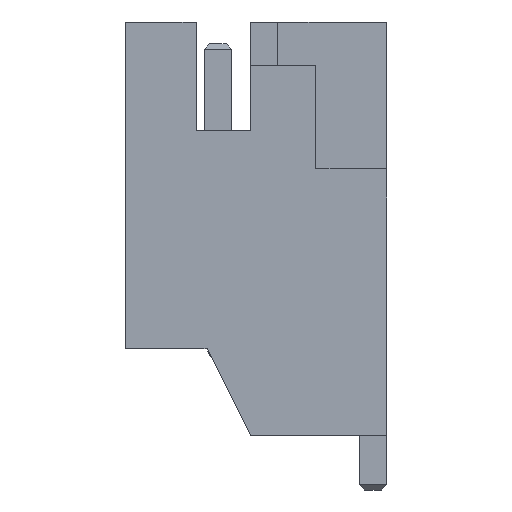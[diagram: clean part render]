
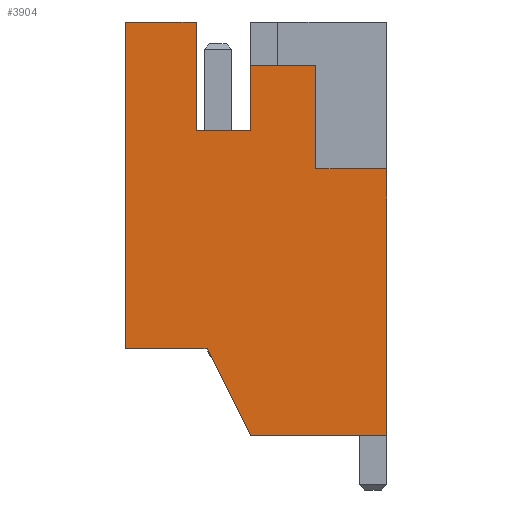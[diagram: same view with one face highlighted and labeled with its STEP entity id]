
A CAD part, left-side view. The second image highlights one B-rep face of the part: STEP entity #3904.
In plain terms, the highlighted planar face has unit normal (-1, 0, 0).
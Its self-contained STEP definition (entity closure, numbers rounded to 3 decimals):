
#118=FACE_OUTER_BOUND('',#334,.T.);
#334=EDGE_LOOP('',(#2657,#2658,#2659,#2660,#2661,#2662,#2663,#2664,#2665,
#2666,#2667,#2668));
#543=LINE('',#5420,#1075);
#547=LINE('',#5427,#1079);
#553=LINE('',#5441,#1085);
#578=LINE('',#5490,#1110);
#604=LINE('',#5542,#1136);
#610=LINE('',#5553,#1142);
#612=LINE('',#5557,#1144);
#614=LINE('',#5560,#1146);
#615=LINE('',#5564,#1147);
#616=LINE('',#5566,#1148);
#617=LINE('',#5568,#1149);
#618=LINE('',#5569,#1150);
#1075=VECTOR('',#4372,10.);
#1079=VECTOR('',#4378,10.);
#1085=VECTOR('',#4388,10.);
#1110=VECTOR('',#4423,10.);
#1136=VECTOR('',#4461,10.);
#1142=VECTOR('',#4469,10.);
#1144=VECTOR('',#4473,10.);
#1146=VECTOR('',#4477,10.);
#1147=VECTOR('',#4482,10.);
#1148=VECTOR('',#4483,10.);
#1149=VECTOR('',#4484,10.);
#1150=VECTOR('',#4485,10.);
#1607=VERTEX_POINT('',#5417);
#1608=VERTEX_POINT('',#5419);
#1610=VERTEX_POINT('',#5425);
#1616=VERTEX_POINT('',#5440);
#1635=VERTEX_POINT('',#5488);
#1654=VERTEX_POINT('',#5539);
#1655=VERTEX_POINT('',#5541);
#1659=VERTEX_POINT('',#5551);
#1660=VERTEX_POINT('',#5555);
#1661=VERTEX_POINT('',#5563);
#1662=VERTEX_POINT('',#5565);
#1663=VERTEX_POINT('',#5567);
#1975=EDGE_CURVE('',#1608,#1607,#543,.T.);
#1979=EDGE_CURVE('',#1607,#1610,#547,.T.);
#1985=EDGE_CURVE('',#1616,#1608,#553,.T.);
#2010=EDGE_CURVE('',#1610,#1635,#578,.T.);
#2036=EDGE_CURVE('',#1655,#1654,#604,.T.);
#2042=EDGE_CURVE('',#1654,#1659,#610,.T.);
#2044=EDGE_CURVE('',#1659,#1660,#612,.T.);
#2046=EDGE_CURVE('',#1660,#1616,#614,.T.);
#2047=EDGE_CURVE('',#1635,#1661,#615,.T.);
#2048=EDGE_CURVE('',#1661,#1662,#616,.T.);
#2049=EDGE_CURVE('',#1662,#1663,#617,.T.);
#2050=EDGE_CURVE('',#1663,#1655,#618,.T.);
#2657=ORIENTED_EDGE('',*,*,#1979,.T.);
#2658=ORIENTED_EDGE('',*,*,#2010,.T.);
#2659=ORIENTED_EDGE('',*,*,#2047,.T.);
#2660=ORIENTED_EDGE('',*,*,#2048,.T.);
#2661=ORIENTED_EDGE('',*,*,#2049,.T.);
#2662=ORIENTED_EDGE('',*,*,#2050,.T.);
#2663=ORIENTED_EDGE('',*,*,#2036,.T.);
#2664=ORIENTED_EDGE('',*,*,#2042,.T.);
#2665=ORIENTED_EDGE('',*,*,#2044,.T.);
#2666=ORIENTED_EDGE('',*,*,#2046,.T.);
#2667=ORIENTED_EDGE('',*,*,#1985,.T.);
#2668=ORIENTED_EDGE('',*,*,#1975,.T.);
#3708=PLANE('',#4129);
#3904=ADVANCED_FACE('',(#118),#3708,.T.);
#4129=AXIS2_PLACEMENT_3D('',#5562,#4480,#4481);
#4372=DIRECTION('',(0.,1.,0.));
#4378=DIRECTION('',(0.,0.,1.));
#4388=DIRECTION('',(0.,0.,-1.));
#4423=DIRECTION('',(0.,1.,0.));
#4461=DIRECTION('',(0.,0.,1.));
#4469=DIRECTION('',(0.,1.,0.));
#4473=DIRECTION('',(0.,0.,1.));
#4477=DIRECTION('',(0.,1.,0.));
#4480=DIRECTION('center_axis',(-1.,0.,0.));
#4481=DIRECTION('ref_axis',(0.,0.,1.));
#4482=DIRECTION('',(0.,0.,-1.));
#4483=DIRECTION('',(0.,-1.,0.));
#4484=DIRECTION('',(0.,-0.447,-0.894));
#4485=DIRECTION('',(0.,-1.,0.));
#5417=CARTESIAN_POINT('',(-6.95,3.5,-2.));
#5419=CARTESIAN_POINT('',(-6.95,2.5,-2.));
#5420=CARTESIAN_POINT('',(-6.95,2.95,-2.));
#5425=CARTESIAN_POINT('',(-6.95,3.5,0.));
#5427=CARTESIAN_POINT('',(-6.95,3.5,-1.5));
#5440=CARTESIAN_POINT('',(-6.95,2.5,-0.8));
#5441=CARTESIAN_POINT('',(-6.95,2.5,-2.5));
#5488=CARTESIAN_POINT('',(-6.95,4.8,0.));
#5490=CARTESIAN_POINT('',(-6.95,0.,0.));
#5539=CARTESIAN_POINT('',(-6.95,0.,-2.7));
#5541=CARTESIAN_POINT('',(-6.95,0.,-7.6));
#5542=CARTESIAN_POINT('',(-6.95,0.,-7.6));
#5551=CARTESIAN_POINT('',(-6.95,1.3,-2.7));
#5553=CARTESIAN_POINT('',(-6.95,1.85,-2.7));
#5555=CARTESIAN_POINT('',(-6.95,1.3,-0.8));
#5557=CARTESIAN_POINT('',(-6.95,1.3,-1.9));
#5560=CARTESIAN_POINT('',(-6.95,2.45,-0.8));
#5562=CARTESIAN_POINT('Origin',(-6.95,2.4,-3.));
#5563=CARTESIAN_POINT('',(-6.95,4.8,-6.));
#5564=CARTESIAN_POINT('',(-6.95,4.8,0.));
#5565=CARTESIAN_POINT('',(-6.95,3.3,-6.));
#5566=CARTESIAN_POINT('',(-6.95,4.8,-6.));
#5567=CARTESIAN_POINT('',(-6.95,2.5,-7.6));
#5568=CARTESIAN_POINT('',(-6.95,3.3,-6.));
#5569=CARTESIAN_POINT('',(-6.95,2.5,-7.6));
